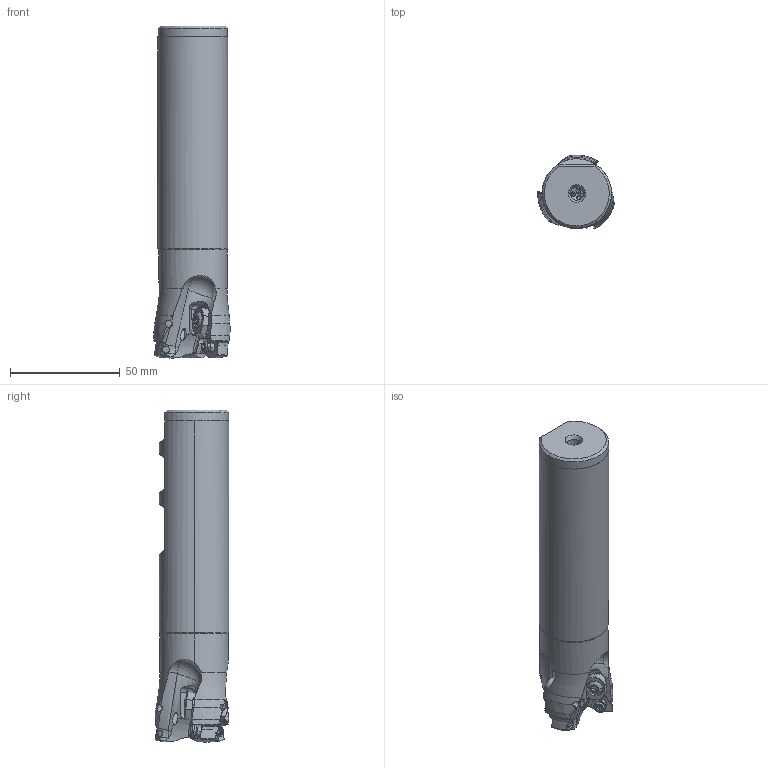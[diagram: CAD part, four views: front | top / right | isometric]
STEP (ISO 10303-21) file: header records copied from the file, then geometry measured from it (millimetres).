
FILE_DESCRIPTION(/* description */ (''),/* implementation_level */ '2;1');
FILE_NAME(/* name */ 'AJXU12R243WA20S.stp',/* time_stamp */ '2021-09-08T11:48:55+09:00',/* author */ (''),/* organization */ (''),/* preprocessor_version */ 'ST-DEVELOPER v16',/* originating_system */ 'SIEMENS PLM Software NX 10.0',/* authorisation */ '');
FILE_SCHEMA (('AUTOMOTIVE_DESIGN { 1 0 10303 214 3 1 1 1 }'));
Length unit declared in the file: millimetre
Products named in the file (1): AJXU12R243WA20S_ASM_16_ASM_1_ASM
Bounding box: 34.9 x 33.7 x 151.51 mm (x, y, z)
Volume: 104522 mm3; surface area: 23169.2 mm2
Topology: 13 solids, 13 shells, 652 faces, 1866 edges, 1267 vertices
Faces by surface type: cylinder 297, plane 183, cone 86, torus 41, sphere 24, bspline 21
Entity records: 27905 total; most frequent: CARTESIAN_POINT 10647, ORIENTED_EDGE 3640, DIRECTION 3475, EDGE_CURVE 1820, AXIS2_PLACEMENT_3D 1430, VERTEX_POINT 1221, EDGE_LOOP 709, CIRCLE 687
